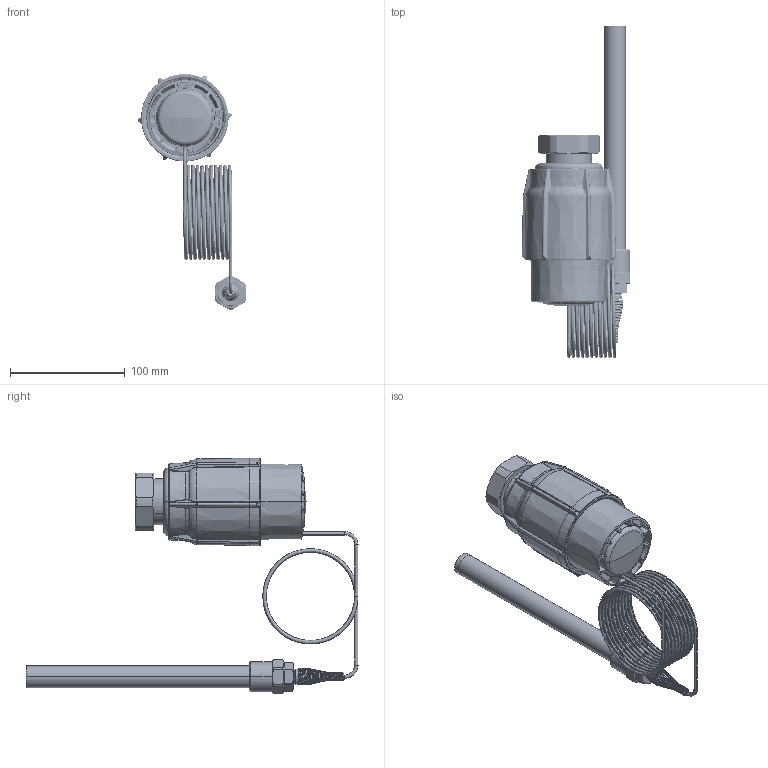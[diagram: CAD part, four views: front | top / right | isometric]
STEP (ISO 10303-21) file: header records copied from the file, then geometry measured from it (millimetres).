
FILE_DESCRIPTION((''),'2;1');
FILE_NAME('065-0600_ASM','2015-02-27T',('u317927'),('Danfoss'),'PRO/ENGINEER BY PARAMETRIC TECHNOLOGY CORPORATION, 2014000','PRO/ENGINEER BY PARAMETRIC TECHNOLOGY CORPORATION, 2014000','');
FILE_SCHEMA(('CONFIG_CONTROL_DESIGN'));
Length unit declared in the file: millimetre
Products named in the file (15): 8460531_1; 8460532_1; 8890090_1; 8460530_1; 84605700_1; 8460575_1; 8460580_1; 8460583_1; 8460561_ASM_1_ASM; 8460516_1; 8461058_1; 8461051_1; 8460568_ASM_1_ASM; 065-0600_ASM_1_ASM; 065-0600_ASM
Assembly tree (14 placements, depth 4):
  065-0600_ASM
    065-0600_ASM_1_ASM
      8460531_1
      8460532_1
      8890090_1
      8460530_1
      8460561_ASM_1_ASM
        84605700_1
        8460575_1
        8460580_1
        8460583_1
      8460516_1
      8460568_ASM_1_ASM
        8461058_1
        8461051_1
Bounding box: 94.44 x 289.8 x 205.9 mm (x, y, z)
Volume: 167470.5 mm3; surface area: 210378.9 mm2
Topology: 10 solids, 15 shells, 1389 faces, 3670 edges, 2307 vertices
Faces by surface type: cylinder 421, bspline 351, plane 270, torus 168, cone 136, extrusion 21, revolution 16, sphere 6
Entity records: 81649 total; most frequent: CARTESIAN_POINT 50739, ORIENTED_EDGE 7266, DIRECTION 5150, EDGE_CURVE 3664, VERTEX_POINT 2308, AXIS2_PLACEMENT_3D 2103, B_SPLINE_CURVE_WITH_KNOTS 1734, EDGE_LOOP 1437
